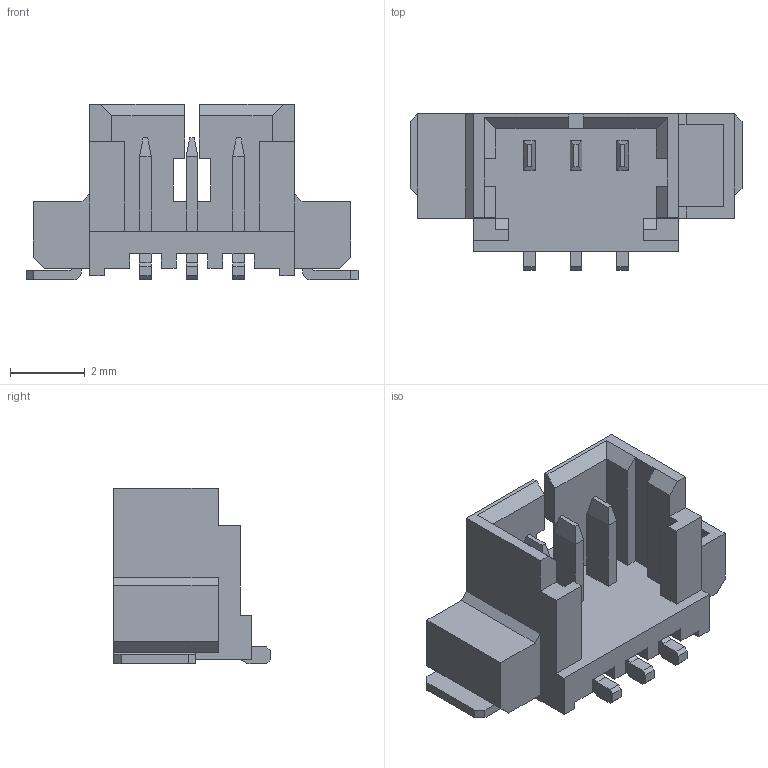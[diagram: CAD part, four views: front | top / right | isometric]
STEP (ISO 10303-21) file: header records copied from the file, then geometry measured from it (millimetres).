
FILE_DESCRIPTION (( 'STEP AP214' ), '1' );
FILE_NAME ('139104.step', '2020-09-28T17:24:13', ( '' ), ( '' ), 'SwSTEP 2.0', 'SolidWorks 2019', '' );
FILE_SCHEMA (( 'AUTOMOTIVE_DESIGN' ));
Length unit declared in the file: millimetre
Products named in the file (1): 139104
Bounding box: 8.9 x 4.2 x 4.7 mm (x, y, z)
Volume: 52.6 mm3; surface area: 228.6 mm2
Topology: 1 solids, 1 shells, 211 faces, 555 edges, 356 vertices
Faces by surface type: plane 203, cylinder 8
Entity records: 6365 total; most frequent: CARTESIAN_POINT 1135, ORIENTED_EDGE 1110, DIRECTION 989, EDGE_CURVE 555, VECTOR 537, LINE 537, VERTEX_POINT 356, AXIS2_PLACEMENT_3D 226
